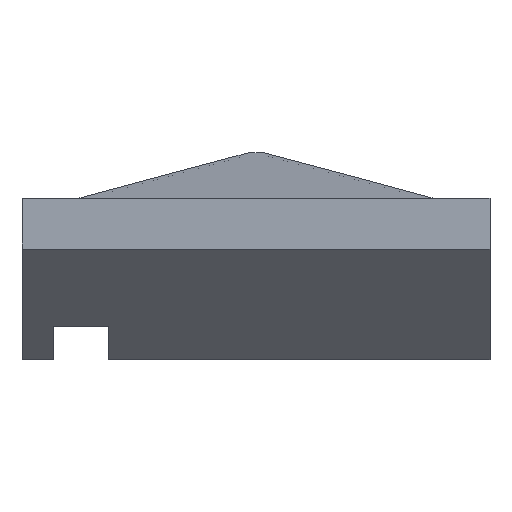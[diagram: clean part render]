
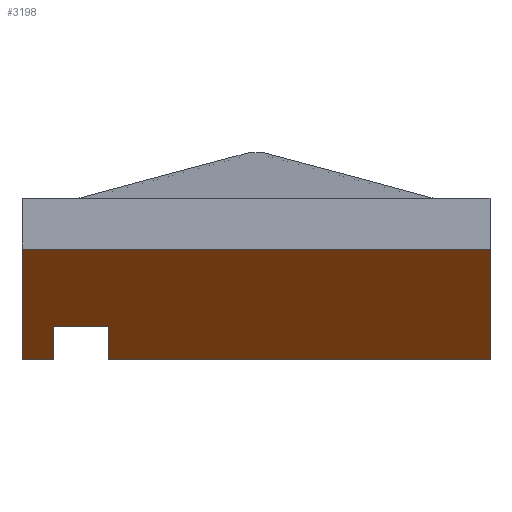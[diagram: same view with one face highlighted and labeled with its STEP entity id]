
A CAD part, front view. The second image highlights one B-rep face of the part: STEP entity #3198.
In plain terms, the highlighted planar face has unit normal (0, -0.707, -0.707).
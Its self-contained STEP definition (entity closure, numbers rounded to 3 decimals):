
#366=PLANE('',#3406);
#451=FACE_OUTER_BOUND('',#647,.T.);
#647=EDGE_LOOP('',(#2339,#2340,#2341,#2342,#2343,#2344,#2345,#2346));
#816=LINE('',#4106,#1059);
#877=LINE('',#4843,#1120);
#878=LINE('',#4845,#1121);
#879=LINE('',#4847,#1122);
#880=LINE('',#4849,#1123);
#881=LINE('',#4851,#1124);
#882=LINE('',#4853,#1125);
#883=LINE('',#4854,#1126);
#1059=VECTOR('',#3558,10.);
#1120=VECTOR('',#3665,10.);
#1121=VECTOR('',#3666,10.);
#1122=VECTOR('',#3667,10.);
#1123=VECTOR('',#3668,10.);
#1124=VECTOR('',#3669,10.);
#1125=VECTOR('',#3670,10.);
#1126=VECTOR('',#3671,10.);
#1341=VERTEX_POINT('',#4104);
#1342=VERTEX_POINT('',#4105);
#1414=VERTEX_POINT('',#4842);
#1415=VERTEX_POINT('',#4844);
#1416=VERTEX_POINT('',#4846);
#1417=VERTEX_POINT('',#4848);
#1418=VERTEX_POINT('',#4850);
#1419=VERTEX_POINT('',#4852);
#1659=EDGE_CURVE('',#1341,#1342,#816,.T.);
#1763=EDGE_CURVE('',#1341,#1414,#877,.T.);
#1764=EDGE_CURVE('',#1414,#1415,#878,.T.);
#1765=EDGE_CURVE('',#1415,#1416,#879,.T.);
#1766=EDGE_CURVE('',#1416,#1417,#880,.T.);
#1767=EDGE_CURVE('',#1417,#1418,#881,.T.);
#1768=EDGE_CURVE('',#1418,#1419,#882,.T.);
#1769=EDGE_CURVE('',#1419,#1342,#883,.T.);
#2339=ORIENTED_EDGE('',*,*,#1659,.F.);
#2340=ORIENTED_EDGE('',*,*,#1763,.T.);
#2341=ORIENTED_EDGE('',*,*,#1764,.T.);
#2342=ORIENTED_EDGE('',*,*,#1765,.T.);
#2343=ORIENTED_EDGE('',*,*,#1766,.T.);
#2344=ORIENTED_EDGE('',*,*,#1767,.T.);
#2345=ORIENTED_EDGE('',*,*,#1768,.T.);
#2346=ORIENTED_EDGE('',*,*,#1769,.T.);
#3198=ADVANCED_FACE('',(#451),#366,.T.);
#3406=AXIS2_PLACEMENT_3D('',#4841,#3663,#3664);
#3558=DIRECTION('',(1.,0.,0.));
#3663=DIRECTION('center_axis',(0.,-0.707,-0.707));
#3664=DIRECTION('ref_axis',(-1.,0.,0.));
#3665=DIRECTION('',(0.,0.707,-0.707));
#3666=DIRECTION('',(1.,0.,0.));
#3667=DIRECTION('',(0.,-0.707,0.707));
#3668=DIRECTION('',(1.,0.,0.));
#3669=DIRECTION('',(0.,0.707,-0.707));
#3670=DIRECTION('',(1.,0.,0.));
#3671=DIRECTION('',(0.,-0.707,0.707));
#4104=CARTESIAN_POINT('',(2.,37.455,-0.508));
#4105=CARTESIAN_POINT('',(27.4,37.455,-0.508));
#4106=CARTESIAN_POINT('',(13.7,37.455,-0.508));
#4841=CARTESIAN_POINT('Origin',(21.05,40.455,-3.508));
#4842=CARTESIAN_POINT('',(2.,43.455,-6.508));
#4843=CARTESIAN_POINT('',(2.,43.639,-6.692));
#4844=CARTESIAN_POINT('',(3.717,43.455,-6.508));
#4845=CARTESIAN_POINT('',(17.875,43.455,-6.508));
#4846=CARTESIAN_POINT('',(3.717,41.647,-4.7));
#4847=CARTESIAN_POINT('',(3.717,47.013,-10.066));
#4848=CARTESIAN_POINT('',(6.717,41.647,-4.7));
#4849=CARTESIAN_POINT('',(13.133,41.647,-4.7));
#4850=CARTESIAN_POINT('',(6.717,43.455,-6.508));
#4851=CARTESIAN_POINT('',(6.717,40.455,-3.508));
#4852=CARTESIAN_POINT('',(27.4,43.455,-6.508));
#4853=CARTESIAN_POINT('',(21.05,43.455,-6.508));
#4854=CARTESIAN_POINT('',(27.4,43.639,-6.692));
